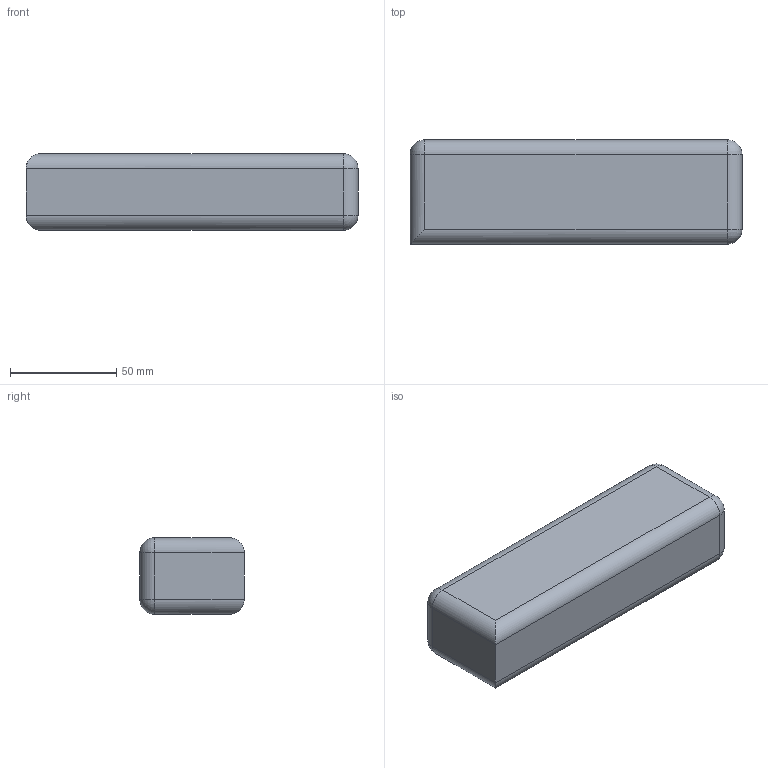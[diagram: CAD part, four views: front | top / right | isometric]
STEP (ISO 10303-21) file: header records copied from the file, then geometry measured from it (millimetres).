
FILE_DESCRIPTION (( 'STEP AP203' ), '1' );
FILE_NAME ('SE_01_1_0017.STEP', '2020-10-21T10:14:57', ( '' ), ( '' ), 'SwSTEP 2.0', 'SolidWorks 2017', '' );
FILE_SCHEMA (( 'CONFIG_CONTROL_DESIGN' ));
Length unit declared in the file: millimetre
Products named in the file (1): SE_01_1_0017
Bounding box: 156 x 49 x 36 mm (x, y, z)
Volume: 265835.9 mm3; surface area: 27204.4 mm2
Topology: 1 solids, 1 shells, 23 faces, 49 edges, 22 vertices
Faces by surface type: cylinder 11, plane 6, sphere 6
Entity records: 632 total; most frequent: DIRECTION 107, CARTESIAN_POINT 95, ORIENTED_EDGE 86, EDGE_CURVE 43, AXIS2_PLACEMENT_3D 42, EDGE_LOOP 23, ADVANCED_FACE 23, LINE 23
